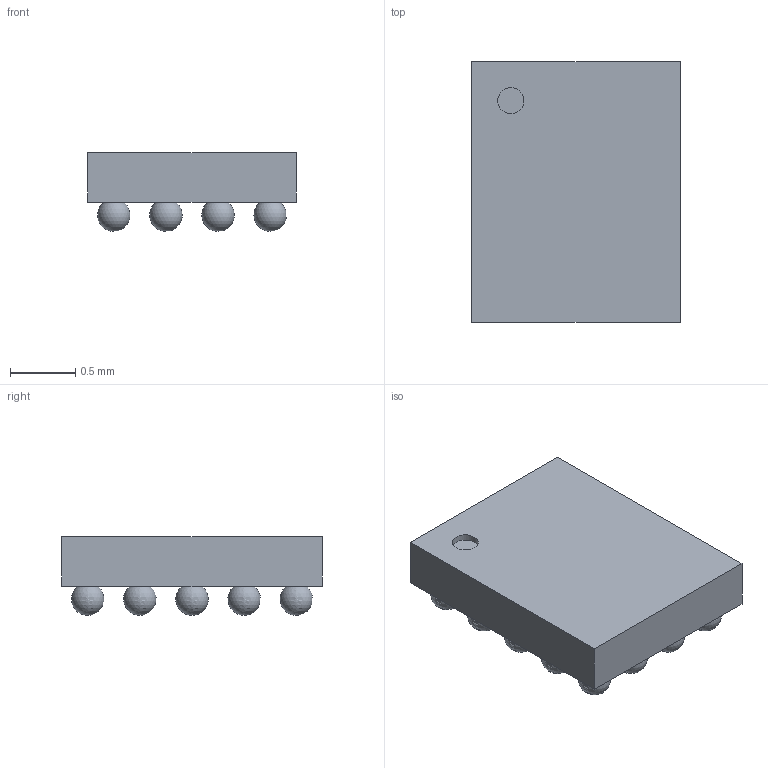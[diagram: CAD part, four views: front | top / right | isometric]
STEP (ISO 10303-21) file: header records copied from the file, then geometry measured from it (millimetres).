
FILE_DESCRIPTION(/* description */ (''),/* implementation_level */ '2;1');
FILE_NAME(/* name */ 'WLCSP-20 v1.step',/* time_stamp */ '2022-06-22T11:17:11+01:00',/* author */ (''),/* organization */ (''),/* preprocessor_version */ 'ST-DEVELOPER v19',/* originating_system */ 'Autodesk Translation Framework v11.7.0.108',/* authorisation */ '');
FILE_SCHEMA (('AUTOMOTIVE_DESIGN { 1 0 10303 214 3 1 1 }'));
Length unit declared in the file: millimetre
Products named in the file (1): WLCSP-20
Bounding box: 1.6 x 2 x 0.6 mm (x, y, z)
Volume: 1.4 mm3; surface area: 13.1 mm2
Topology: 21 solids, 21 shells, 28 faces, 75 edges, 50 vertices
Faces by surface type: sphere 20, plane 7, cylinder 1
Full cylindrical faces by diameter (mm): 0.2 x1
Entity records: 716 total; most frequent: DIRECTION 115, CARTESIAN_POINT 114, ORIENTED_EDGE 70, AXIS2_PLACEMENT_3D 51, VERTEX_POINT 50, EDGE_CURVE 35, EDGE_LOOP 29, FACE_OUTER_BOUND 28
